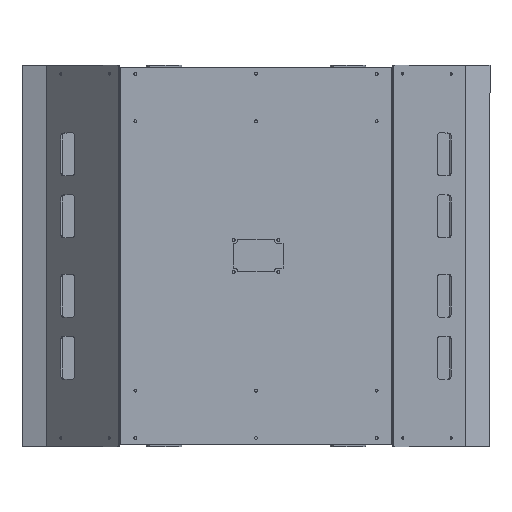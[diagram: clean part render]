
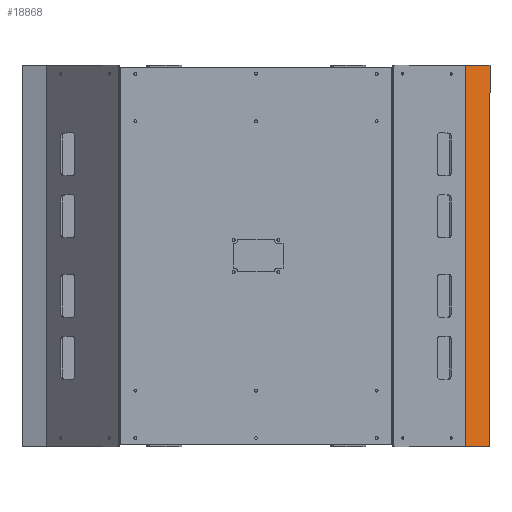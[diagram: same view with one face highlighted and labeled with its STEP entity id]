
A CAD part, top view. The second image highlights one B-rep face of the part: STEP entity #18868.
In plain terms, the highlighted face is planar.
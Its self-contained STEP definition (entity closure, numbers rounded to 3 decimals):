
#1522 = FACE_OUTER_BOUND ( 'NONE', #26921, .T. ) ;
#3670 = VECTOR ( 'NONE', #20831, 1000. ) ;
#3676 = AXIS2_PLACEMENT_3D ( 'NONE', #11649, #15898, #11361 ) ;
#6042 = VECTOR ( 'NONE', #21455, 1000. ) ;
#6559 = DIRECTION ( 'NONE',  ( 0., 0., -1. ) ) ;
#7057 = VERTEX_POINT ( 'NONE', #16733 ) ;
#7936 = ORIENTED_EDGE ( 'NONE', *, *, #13722, .T. ) ;
#8519 = LINE ( 'NONE', #26809, #25917 ) ;
#8550 = CARTESIAN_POINT ( 'NONE',  ( 1.5, 0.402, 394. ) ) ;
#8793 = VERTEX_POINT ( 'NONE', #18881 ) ;
#9255 = LINE ( 'NONE', #21654, #6042 ) ;
#9330 = EDGE_CURVE ( 'NONE', #7057, #23379, #27437, .T. ) ;
#11361 = DIRECTION ( 'NONE',  ( 0.5, -0.866, 0. ) ) ;
#11649 = CARTESIAN_POINT ( 'NONE',  ( 1.5, 0.402, 394. ) ) ;
#12793 = EDGE_CURVE ( 'NONE', #8793, #28127, #15714, .T. ) ;
#13722 = EDGE_CURVE ( 'NONE', #7057, #8793, #8519, .T. ) ;
#14066 = EDGE_CURVE ( 'NONE', #23379, #28127, #9255, .T. ) ;
#14571 = ORIENTED_EDGE ( 'NONE', *, *, #9330, .F. ) ;
#15714 = LINE ( 'NONE', #22992, #3670 ) ;
#15898 = DIRECTION ( 'NONE',  ( -0.866, -0.5, 0. ) ) ;
#16186 = PLANE ( 'NONE',  #3676 ) ;
#16733 = CARTESIAN_POINT ( 'NONE',  ( 14.799, -22.633, 394. ) ) ;
#17208 = CARTESIAN_POINT ( 'NONE',  ( 1.5, 0.402, 394. ) ) ;
#17248 = CARTESIAN_POINT ( 'NONE',  ( 1.5, 0.402, 0. ) ) ;
#17307 = ORIENTED_EDGE ( 'NONE', *, *, #14066, .F. ) ;
#18868 = ADVANCED_FACE ( 'NONE', ( #1522 ), #16186, .F. ) ;
#18881 = CARTESIAN_POINT ( 'NONE',  ( 14.799, -22.633, 0. ) ) ;
#19206 = DIRECTION ( 'NONE',  ( -0.5, 0.866, 0. ) ) ;
#19996 = ORIENTED_EDGE ( 'NONE', *, *, #12793, .T. ) ;
#20721 = VECTOR ( 'NONE', #19206, 1000. ) ;
#20831 = DIRECTION ( 'NONE',  ( -0.5, 0.866, 0. ) ) ;
#21455 = DIRECTION ( 'NONE',  ( 0., 0., -1. ) ) ;
#21654 = CARTESIAN_POINT ( 'NONE',  ( 1.5, 0.402, 394. ) ) ;
#22992 = CARTESIAN_POINT ( 'NONE',  ( 1.5, 0.402, 0. ) ) ;
#23379 = VERTEX_POINT ( 'NONE', #8550 ) ;
#25917 = VECTOR ( 'NONE', #6559, 1000. ) ;
#26809 = CARTESIAN_POINT ( 'NONE',  ( 14.799, -22.633, 394. ) ) ;
#26921 = EDGE_LOOP ( 'NONE', ( #19996, #17307, #14571, #7936 ) ) ;
#27437 = LINE ( 'NONE', #17208, #20721 ) ;
#28127 = VERTEX_POINT ( 'NONE', #17248 ) ;
